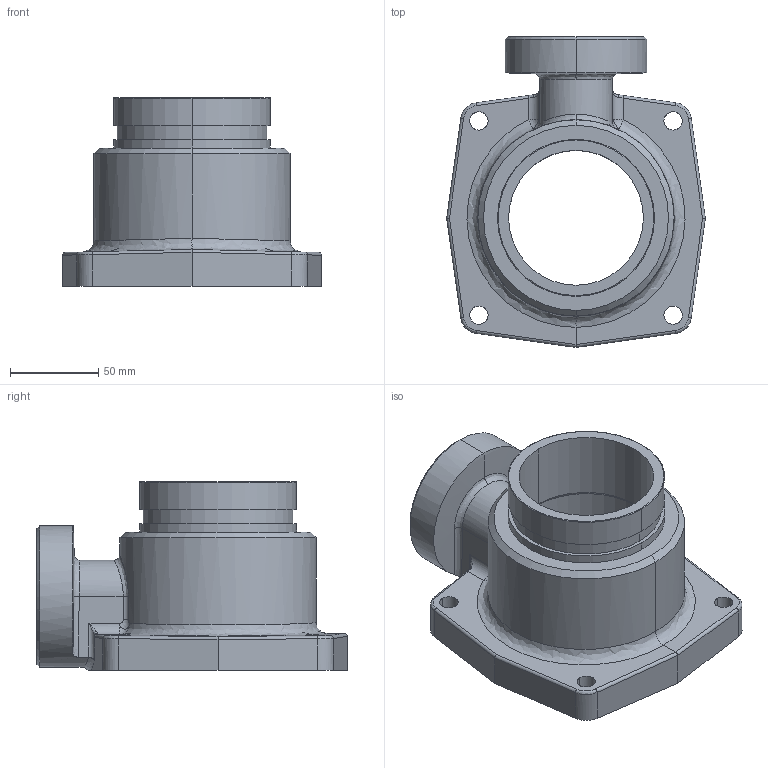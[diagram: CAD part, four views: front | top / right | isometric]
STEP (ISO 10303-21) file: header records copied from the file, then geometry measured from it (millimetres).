
FILE_DESCRIPTION((''),'2;1');
FILE_NAME('D42403_PRT','2006-12-13T',('work1'),(''),'PRO/ENGINEER BY PARAMETRIC TECHNOLOGY CORPORATION, 2005110','PRO/ENGINEER BY PARAMETRIC TECHNOLOGY CORPORATION, 2005110','');
FILE_SCHEMA(('CONFIG_CONTROL_DESIGN'));
Length unit declared in the file: inch
Products named in the file (1): D42403_PRT
Bounding box: 146.43 x 175.88 x 106.88 mm (x, y, z)
Volume: 681604.9 mm3; surface area: 113300.7 mm2
Topology: 1 solids, 1 shells, 110 faces, 257 edges, 151 vertices
Faces by surface type: cylinder 49, bspline 20, plane 19, cone 16, torus 2, sphere 2, extrusion 2
Entity records: 4576 total; most frequent: CARTESIAN_POINT 2174, ORIENTED_EDGE 510, DIRECTION 451, EDGE_CURVE 255, AXIS2_PLACEMENT_3D 175, VERTEX_POINT 151, EDGE_LOOP 126, FACE_OUTER_BOUND 110
